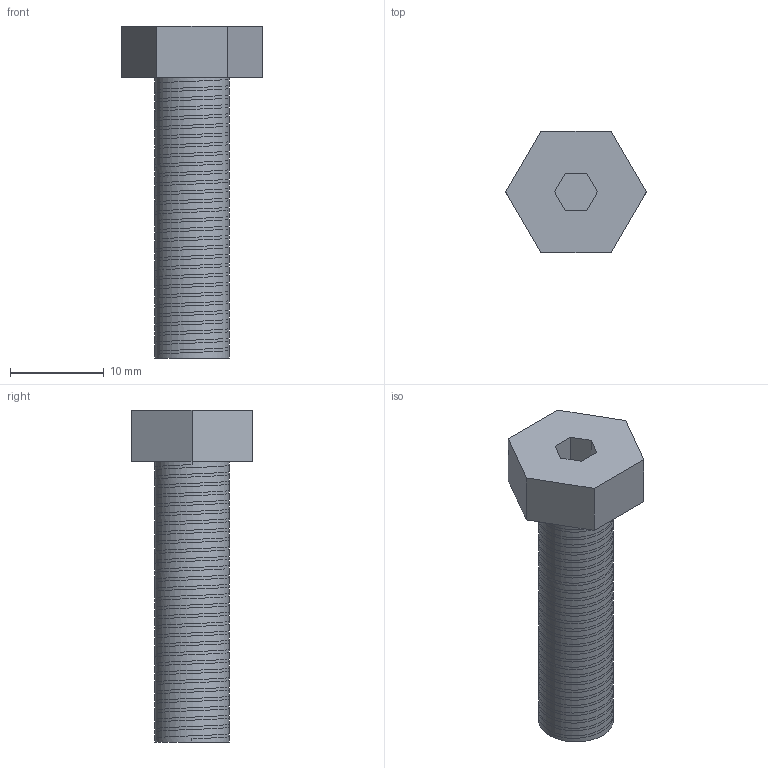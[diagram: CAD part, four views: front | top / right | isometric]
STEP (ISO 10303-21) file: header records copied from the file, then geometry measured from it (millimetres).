
FILE_DESCRIPTION(('Open CASCADE Model'),'2;1');
FILE_NAME('Open CASCADE Shape Model','2025-07-17T18:26:11',('Author'),( 'Open CASCADE'),'Open CASCADE STEP processor 7.7','Open CASCADE 7.7' ,'Unknown');
FILE_SCHEMA(('AUTOMOTIVE_DESIGN { 1 0 10303 214 1 1 1 1 }'));
Length unit declared in the file: millimetre
Products named in the file (1): Open CASCADE STEP translator 7.7 1
Bounding box: 15.01 x 13 x 35.5 mm (x, y, z)
Volume: 2257.5 mm3; surface area: 1349.8 mm2
Topology: 1 solids, 1 shells, 80 faces, 171 edges, 95 vertices
Faces by surface type: cylinder 62, plane 18
Full cylindrical faces by diameter (mm): 8 x59
Entity records: 9994 total; most frequent: CARTESIAN_POINT 6805, DIRECTION 481, ORIENTED_EDGE 342, PCURVE 342, DEFINITIONAL_REPRESENTATION 342, LINE 301, VECTOR 301, B_SPLINE_CURVE_WITH_KNOTS 200
